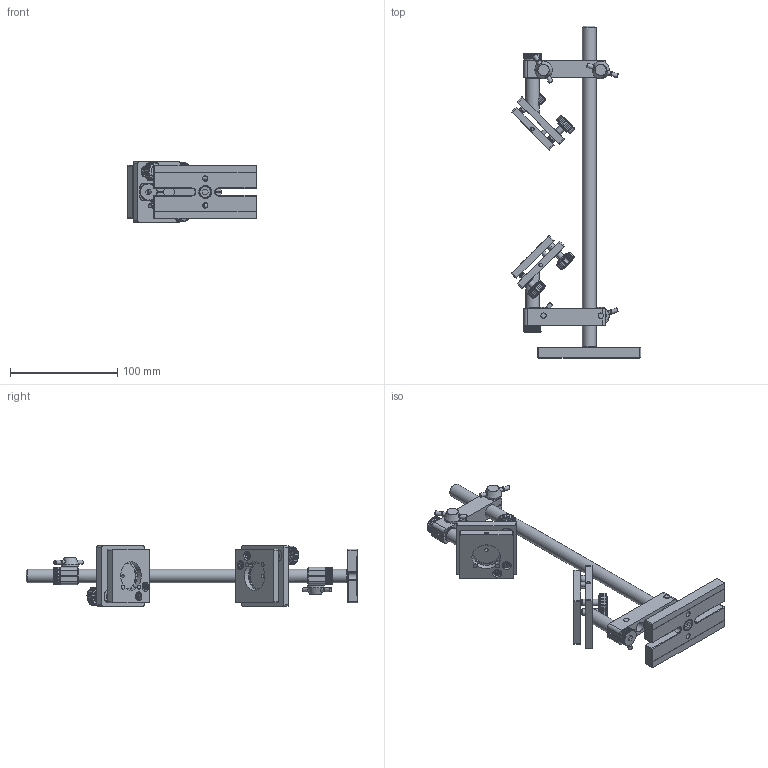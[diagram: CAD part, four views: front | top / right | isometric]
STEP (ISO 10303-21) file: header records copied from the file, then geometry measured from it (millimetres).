
FILE_DESCRIPTION (( 'STEP AP203' ), '1' );
FILE_NAME ('M-BSD-1A.step', '2017-01-11T09:35:00', ( '¦K¬P' ), ( '' ), 'SwSTEP 2.0', 'SolidWorks 2012', '' );
FILE_SCHEMA (( 'CONFIG_CONTROL_DESIGN' ));
Length unit declared in the file: millimetre
Products named in the file (1): M-BSD-1A
Bounding box: 120.65 x 309.5 x 56 mm (x, y, z)
Surface area: 76633.6 mm2 (no closed solid volume)
Topology: 0 solids, 98 shells, 1059 faces, 3330 edges, 2231 vertices
Faces by surface type: cylinder 419, plane 337, torus 151, bspline 107, cone 35, sphere 10
Full cylindrical faces by diameter (mm): 0.77 x1, 1 x2, 3 x7, 3.3 x6, 3.454 x2, 3.5 x4, 4 x20, 4.2 x8, 4.3 x2, 5 x6, 5.105 x1, 6 x6, 6.6 x2, 8 x2, 8.5 x8, 10 x7, 11 x1, 11.7 x1, 12 x4, 12.7 x3, 16 x4, 24 x2
Entity records: 39760 total; most frequent: CARTESIAN_POINT 11930, DIRECTION 6000, ORIENTED_EDGE 4929, EDGE_CURVE 3130, AXIS2_PLACEMENT_3D 2402, VERTEX_POINT 2184, CIRCLE 1449, EDGE_LOOP 1347
